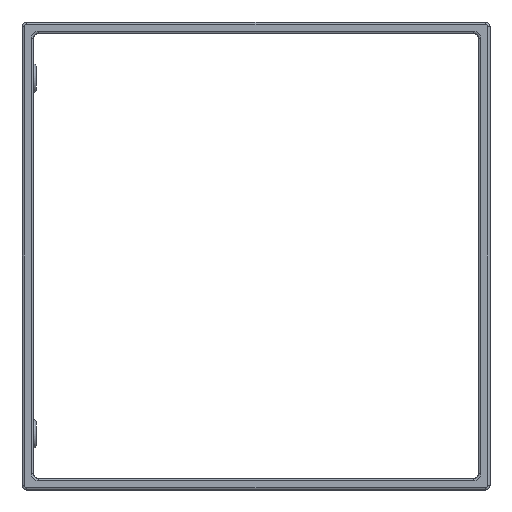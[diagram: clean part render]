
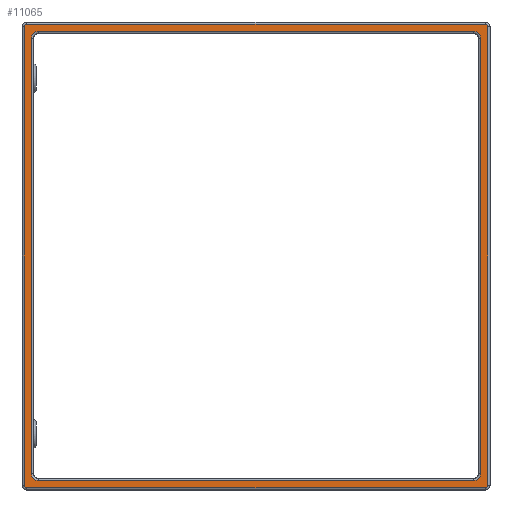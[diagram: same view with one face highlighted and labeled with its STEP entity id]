
A CAD part, front view. The second image highlights one B-rep face of the part: STEP entity #11065.
In plain terms, the highlighted planar face has unit normal (0, -1, 0).
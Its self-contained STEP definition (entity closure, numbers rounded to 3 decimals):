
#558=LINE('',#18612,#1194);
#559=LINE('',#18623,#1195);
#561=LINE('',#18635,#1197);
#563=LINE('',#18645,#1199);
#613=LINE('',#18928,#1249);
#614=LINE('',#18932,#1250);
#615=LINE('',#18936,#1251);
#616=LINE('',#18939,#1252);
#1194=VECTOR('',#14415,10.);
#1195=VECTOR('',#14428,10.);
#1197=VECTOR('',#14442,10.);
#1199=VECTOR('',#14456,10.);
#1249=VECTOR('',#14700,10.);
#1250=VECTOR('',#14703,10.);
#1251=VECTOR('',#14706,10.);
#1252=VECTOR('',#14709,10.);
#2049=FACE_BOUND('',#3025,.T.);
#2216=FACE_OUTER_BOUND('',#3024,.T.);
#3024=EDGE_LOOP('',(#8293,#8294,#8295,#8296,#8297,#8298,#8299,#8300));
#3025=EDGE_LOOP('',(#8301,#8302,#8303,#8304,#8305,#8306,#8307,#8308));
#3913=CIRCLE('',#12073,1.5);
#3917=CIRCLE('',#12079,1.5);
#3921=CIRCLE('',#12085,1.5);
#3925=CIRCLE('',#12091,1.5);
#4014=CIRCLE('',#12185,0.5);
#4015=CIRCLE('',#12186,0.5);
#4016=CIRCLE('',#12187,0.5);
#4017=CIRCLE('',#12188,0.5);
#5012=VERTEX_POINT('',#18605);
#5015=VERTEX_POINT('',#18610);
#5017=VERTEX_POINT('',#18615);
#5019=VERTEX_POINT('',#18621);
#5021=VERTEX_POINT('',#18627);
#5023=VERTEX_POINT('',#18633);
#5024=VERTEX_POINT('',#18638);
#5025=VERTEX_POINT('',#18643);
#5159=VERTEX_POINT('',#18924);
#5160=VERTEX_POINT('',#18925);
#5161=VERTEX_POINT('',#18927);
#5162=VERTEX_POINT('',#18929);
#5163=VERTEX_POINT('',#18931);
#5164=VERTEX_POINT('',#18933);
#5165=VERTEX_POINT('',#18935);
#5166=VERTEX_POINT('',#18937);
#6127=EDGE_CURVE('',#5015,#5012,#558,.T.);
#6129=EDGE_CURVE('',#5017,#5015,#3913,.T.);
#6132=EDGE_CURVE('',#5019,#5017,#559,.T.);
#6135=EDGE_CURVE('',#5021,#5019,#3917,.T.);
#6138=EDGE_CURVE('',#5023,#5021,#561,.T.);
#6141=EDGE_CURVE('',#5024,#5023,#3921,.T.);
#6144=EDGE_CURVE('',#5025,#5024,#563,.T.);
#6146=EDGE_CURVE('',#5012,#5025,#3925,.T.);
#6284=EDGE_CURVE('',#5159,#5160,#4014,.T.);
#6285=EDGE_CURVE('',#5161,#5159,#613,.T.);
#6286=EDGE_CURVE('',#5162,#5161,#4015,.T.);
#6287=EDGE_CURVE('',#5163,#5162,#614,.T.);
#6288=EDGE_CURVE('',#5164,#5163,#4016,.T.);
#6289=EDGE_CURVE('',#5165,#5164,#615,.T.);
#6290=EDGE_CURVE('',#5166,#5165,#4017,.T.);
#6291=EDGE_CURVE('',#5160,#5166,#616,.T.);
#8293=ORIENTED_EDGE('',*,*,#6284,.F.);
#8294=ORIENTED_EDGE('',*,*,#6285,.F.);
#8295=ORIENTED_EDGE('',*,*,#6286,.F.);
#8296=ORIENTED_EDGE('',*,*,#6287,.F.);
#8297=ORIENTED_EDGE('',*,*,#6288,.F.);
#8298=ORIENTED_EDGE('',*,*,#6289,.F.);
#8299=ORIENTED_EDGE('',*,*,#6290,.F.);
#8300=ORIENTED_EDGE('',*,*,#6291,.F.);
#8301=ORIENTED_EDGE('',*,*,#6127,.F.);
#8302=ORIENTED_EDGE('',*,*,#6129,.F.);
#8303=ORIENTED_EDGE('',*,*,#6132,.F.);
#8304=ORIENTED_EDGE('',*,*,#6135,.F.);
#8305=ORIENTED_EDGE('',*,*,#6138,.F.);
#8306=ORIENTED_EDGE('',*,*,#6141,.F.);
#8307=ORIENTED_EDGE('',*,*,#6144,.F.);
#8308=ORIENTED_EDGE('',*,*,#6146,.F.);
#10838=PLANE('',#12184);
#11065=ADVANCED_FACE('',(#2216,#2049),#10838,.T.);
#12073=AXIS2_PLACEMENT_3D('',#18617,#14420,#14421);
#12079=AXIS2_PLACEMENT_3D('',#18629,#14434,#14435);
#12085=AXIS2_PLACEMENT_3D('',#18640,#14448,#14449);
#12091=AXIS2_PLACEMENT_3D('',#18648,#14461,#14462);
#12184=AXIS2_PLACEMENT_3D('',#18923,#14696,#14697);
#12185=AXIS2_PLACEMENT_3D('',#18926,#14698,#14699);
#12186=AXIS2_PLACEMENT_3D('',#18930,#14701,#14702);
#12187=AXIS2_PLACEMENT_3D('',#18934,#14704,#14705);
#12188=AXIS2_PLACEMENT_3D('',#18938,#14707,#14708);
#14415=DIRECTION('',(0.,0.,1.));
#14420=DIRECTION('center_axis',(0.,-1.,0.));
#14421=DIRECTION('ref_axis',(0.707,0.,-0.707));
#14428=DIRECTION('',(1.,0.,0.));
#14434=DIRECTION('center_axis',(0.,-1.,0.));
#14435=DIRECTION('ref_axis',(-0.707,0.,-0.707));
#14442=DIRECTION('',(0.,0.,-1.));
#14448=DIRECTION('center_axis',(0.,-1.,0.));
#14449=DIRECTION('ref_axis',(-0.707,0.,0.707));
#14456=DIRECTION('',(-1.,0.,0.));
#14461=DIRECTION('center_axis',(0.,-1.,0.));
#14462=DIRECTION('ref_axis',(0.707,0.,0.707));
#14696=DIRECTION('center_axis',(0.,-1.,0.));
#14697=DIRECTION('ref_axis',(0.,0.,-1.));
#14698=DIRECTION('center_axis',(0.,1.,0.));
#14699=DIRECTION('ref_axis',(0.707,0.,-0.707));
#14700=DIRECTION('',(0.,0.,-1.));
#14701=DIRECTION('center_axis',(0.,1.,0.));
#14702=DIRECTION('ref_axis',(0.707,0.,0.707));
#14703=DIRECTION('',(1.,0.,0.));
#14704=DIRECTION('center_axis',(0.,1.,0.));
#14705=DIRECTION('ref_axis',(-0.707,0.,0.707));
#14706=DIRECTION('',(0.,0.,1.));
#14707=DIRECTION('center_axis',(0.,1.,0.));
#14708=DIRECTION('ref_axis',(-0.707,0.,-0.707));
#14709=DIRECTION('',(-1.,0.,0.));
#18605=CARTESIAN_POINT('',(48.,-47.5,46.5));
#18610=CARTESIAN_POINT('',(48.,-47.5,-46.5));
#18612=CARTESIAN_POINT('',(48.,-47.5,-23.75));
#18615=CARTESIAN_POINT('',(46.5,-47.5,-48.));
#18617=CARTESIAN_POINT('Origin',(46.5,-47.5,-46.5));
#18621=CARTESIAN_POINT('',(-46.5,-47.5,-48.));
#18623=CARTESIAN_POINT('',(-23.75,-47.5,-48.));
#18627=CARTESIAN_POINT('',(-48.,-47.5,-46.5));
#18629=CARTESIAN_POINT('Origin',(-46.5,-47.5,-46.5));
#18633=CARTESIAN_POINT('',(-48.,-47.5,46.5));
#18635=CARTESIAN_POINT('',(-48.,-47.5,23.75));
#18638=CARTESIAN_POINT('',(-46.5,-47.5,48.));
#18640=CARTESIAN_POINT('Origin',(-46.5,-47.5,46.5));
#18643=CARTESIAN_POINT('',(46.5,-47.5,48.));
#18645=CARTESIAN_POINT('',(23.75,-47.5,48.));
#18648=CARTESIAN_POINT('Origin',(46.5,-47.5,46.5));
#18923=CARTESIAN_POINT('Origin',(0.,-47.5,0.));
#18924=CARTESIAN_POINT('',(49.5,-47.5,-49.));
#18925=CARTESIAN_POINT('',(49.,-47.5,-49.5));
#18926=CARTESIAN_POINT('Origin',(49.,-47.5,-49.));
#18927=CARTESIAN_POINT('',(49.5,-47.5,49.));
#18928=CARTESIAN_POINT('',(49.5,-47.5,25.));
#18929=CARTESIAN_POINT('',(49.,-47.5,49.5));
#18930=CARTESIAN_POINT('Origin',(49.,-47.5,49.));
#18931=CARTESIAN_POINT('',(-49.,-47.5,49.5));
#18932=CARTESIAN_POINT('',(-25.,-47.5,49.5));
#18933=CARTESIAN_POINT('',(-49.5,-47.5,49.));
#18934=CARTESIAN_POINT('Origin',(-49.,-47.5,49.));
#18935=CARTESIAN_POINT('',(-49.5,-47.5,-49.));
#18936=CARTESIAN_POINT('',(-49.5,-47.5,-25.));
#18937=CARTESIAN_POINT('',(-49.,-47.5,-49.5));
#18938=CARTESIAN_POINT('Origin',(-49.,-47.5,-49.));
#18939=CARTESIAN_POINT('',(25.,-47.5,-49.5));
